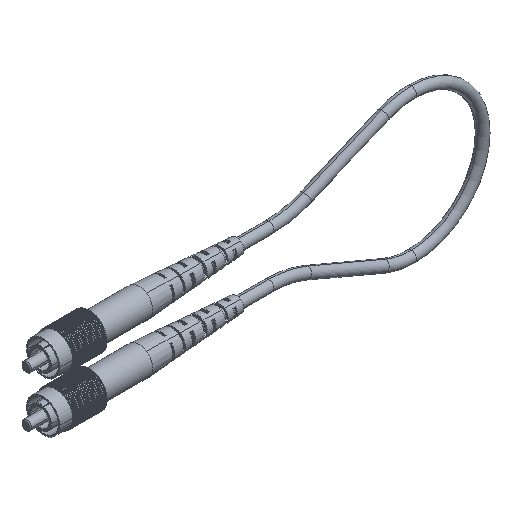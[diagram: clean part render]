
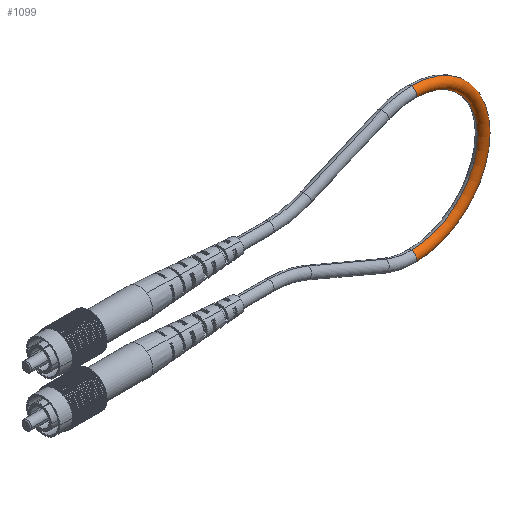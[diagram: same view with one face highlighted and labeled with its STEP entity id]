
A CAD part, isometric view. The second image highlights one B-rep face of the part: STEP entity #1099.
In plain terms, the highlighted toroidal (fillet/blend) face has major radius 19.05 mm and minor radius 1.397 mm.
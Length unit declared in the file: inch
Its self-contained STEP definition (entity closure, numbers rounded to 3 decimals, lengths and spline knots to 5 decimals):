
#740 = VERTEX_POINT ( 'NONE', #6614 ) ;
#750 = VERTEX_POINT ( 'NONE', #6584 ) ;
#781 = VERTEX_POINT ( 'NONE', #6519 ) ;
#782 = VERTEX_POINT ( 'NONE', #6518 ) ;
#804 = EDGE_CURVE ( 'NONE', #740, #782, #11494, .T. ) ;
#838 = EDGE_CURVE ( 'NONE', #750, #781, #11532, .T. ) ;
#841 = ORIENTED_EDGE ( 'NONE', *, *, #892, .T. ) ;
#892 = EDGE_CURVE ( 'NONE', #782, #781, #6698, .T. ) ;
#933 = EDGE_LOOP ( 'NONE', ( #1040, #1058, #1015, #841 ) ) ;
#1015 = ORIENTED_EDGE ( 'NONE', *, *, #804, .T. ) ;
#1040 = ORIENTED_EDGE ( 'NONE', *, *, #838, .F. ) ;
#1058 = ORIENTED_EDGE ( 'NONE', *, *, #1103, .F. ) ;
#1099 = ADVANCED_FACE ( 'NONE', ( #6993 ), #7124, .T. ) ;
#1103 = EDGE_CURVE ( 'NONE', #740, #750, #7068, .T. ) ;
#6518 = CARTESIAN_POINT ( 'NONE',  ( 2.5, 0., -1.014 ) ) ;
#6519 = CARTESIAN_POINT ( 'NONE',  ( 2.5, 0., -1.124 ) ) ;
#6584 = CARTESIAN_POINT ( 'NONE',  ( 2.5, 0., 0.486 ) ) ;
#6614 = CARTESIAN_POINT ( 'NONE',  ( 2.5, 0., 0.376 ) ) ;
#6695 = DIRECTION ( 'NONE',  ( 0., 0., -1. ) ) ;
#6696 = DIRECTION ( 'NONE',  ( 1., 0., 0. ) ) ;
#6697 = AXIS2_PLACEMENT_3D ( 'NONE', #6702, #6696, #6695 ) ;
#6698 = CIRCLE ( 'NONE', #6697, 0.055 ) ;
#6702 = CARTESIAN_POINT ( 'NONE',  ( 2.5, 0., -1.069 ) ) ;
#6993 = FACE_OUTER_BOUND ( 'NONE', #933, .T. ) ;
#7055 = DIRECTION ( 'NONE',  ( 0., 0., 1. ) ) ;
#7061 = DIRECTION ( 'NONE',  ( -1., 0., 0. ) ) ;
#7067 = AXIS2_PLACEMENT_3D ( 'NONE', #7140, #7061, #7112 ) ;
#7068 = CIRCLE ( 'NONE', #7067, 0.055 ) ;
#7112 = DIRECTION ( 'NONE',  ( 0., 0., 1. ) ) ;
#7113 = AXIS2_PLACEMENT_3D ( 'NONE', #7123, #7122, #7055 ) ;
#7122 = DIRECTION ( 'NONE',  ( 0., 1., 0. ) ) ;
#7123 = CARTESIAN_POINT ( 'NONE',  ( 2.5, 0., -0.319 ) ) ;
#7124 = TOROIDAL_SURFACE ( 'NONE', #7113, 0.75, 0.055 ) ;
#7140 = CARTESIAN_POINT ( 'NONE',  ( 2.5, 0., 0.431 ) ) ;
#11492 = CARTESIAN_POINT ( 'NONE',  ( 2.5, 0., -0.319 ) ) ;
#11493 = AXIS2_PLACEMENT_3D ( 'NONE', #11492, #11515, #11514 ) ;
#11494 = CIRCLE ( 'NONE', #11493, 0.695 ) ;
#11514 = DIRECTION ( 'NONE',  ( 0., 0., 1. ) ) ;
#11515 = DIRECTION ( 'NONE',  ( 0., 1., 0. ) ) ;
#11528 = DIRECTION ( 'NONE',  ( 0., 0., 1. ) ) ;
#11529 = DIRECTION ( 'NONE',  ( 0., 1., 0. ) ) ;
#11530 = CARTESIAN_POINT ( 'NONE',  ( 2.5, 0., -0.319 ) ) ;
#11531 = AXIS2_PLACEMENT_3D ( 'NONE', #11530, #11529, #11528 ) ;
#11532 = CIRCLE ( 'NONE', #11531, 0.805 ) ;
